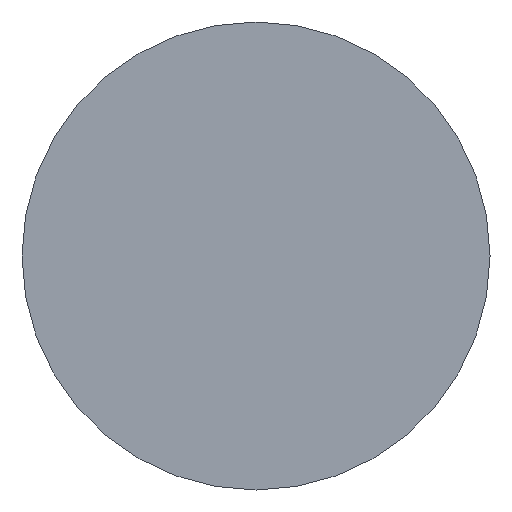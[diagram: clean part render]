
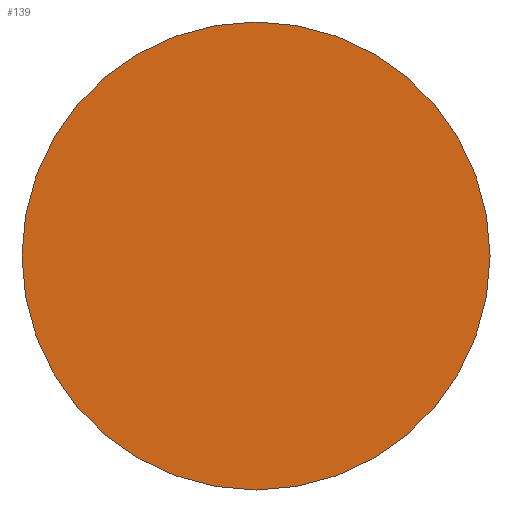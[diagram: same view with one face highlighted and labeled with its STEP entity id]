
A CAD part, left-side view. The second image highlights one B-rep face of the part: STEP entity #139.
In plain terms, the highlighted planar face has unit normal (-1, 0, 0).
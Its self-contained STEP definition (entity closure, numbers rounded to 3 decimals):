
#40=CARTESIAN_POINT('',(0.,0.,0.));
#41=DIRECTION('',(1.,0.,0.));
#42=DIRECTION('',(0.,0.,1.));
#43=AXIS2_PLACEMENT_3D('',#40,#41,#42);
#45=CARTESIAN_POINT('',(0.,0.,0.));
#46=DIRECTION('',(1.,0.,0.));
#47=DIRECTION('',(0.,0.,-1.));
#48=AXIS2_PLACEMENT_3D('',#45,#46,#47);
#64=CARTESIAN_POINT('',(0.,0.,4.788));
#65=VERTEX_POINT('',#64);
#66=CARTESIAN_POINT('',(0.,0.,-4.788));
#67=VERTEX_POINT('',#66);
#130=CARTESIAN_POINT('',(0.,0.,0.));
#131=DIRECTION('',(1.,0.,0.));
#132=DIRECTION('',(0.,0.,-1.));
#133=AXIS2_PLACEMENT_3D('',#130,#131,#132);
#134=PLANE('',#133);
#135=ORIENTED_EDGE('',*,*,#124,.T.);
#136=ORIENTED_EDGE('',*,*,#81,.T.);
#137=EDGE_LOOP('',(#135,#136));
#138=FACE_OUTER_BOUND('',#137,.F.);
#139=ADVANCED_FACE('',(#138),#134,.F.);
#44=CIRCLE('',#43,4.788);
#49=CIRCLE('',#48,4.788);
#81=EDGE_CURVE('',#67,#65,#49,.T.);
#124=EDGE_CURVE('',#65,#67,#44,.T.);
